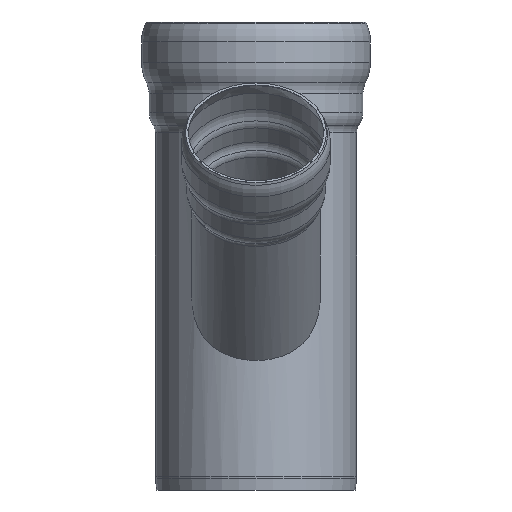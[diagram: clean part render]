
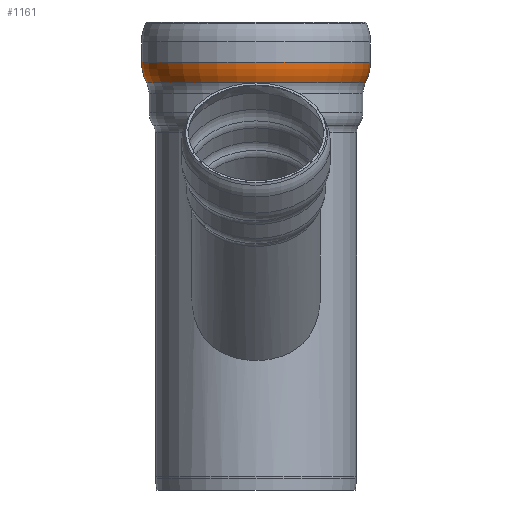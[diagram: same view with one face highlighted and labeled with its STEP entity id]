
A CAD part, left-side view. The second image highlights one B-rep face of the part: STEP entity #1161.
In plain terms, the highlighted toroidal (fillet/blend) face has major radius 555 mm and minor radius 350 mm.
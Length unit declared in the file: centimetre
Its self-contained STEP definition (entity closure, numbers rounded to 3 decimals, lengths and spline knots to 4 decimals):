
#160=CIRCLE('',#1291,90.5);
#161=CIRCLE('',#1292,90.5);
#164=CIRCLE('',#1296,86.5378);
#165=CIRCLE('',#1297,35.);
#250=TOROIDAL_SURFACE('',#1295,55.5,35.);
#309=FACE_OUTER_BOUND('',#382,.T.);
#382=EDGE_LOOP('',(#922,#923,#924,#925,#926));
#499=VERTEX_POINT('',#2738);
#500=VERTEX_POINT('',#2739);
#503=VERTEX_POINT('',#2748);
#648=EDGE_CURVE('',#499,#500,#160,.T.);
#649=EDGE_CURVE('',#500,#499,#161,.T.);
#653=EDGE_CURVE('',#503,#503,#164,.T.);
#654=EDGE_CURVE('',#503,#499,#165,.T.);
#922=ORIENTED_EDGE('',*,*,#653,.F.);
#923=ORIENTED_EDGE('',*,*,#654,.T.);
#924=ORIENTED_EDGE('',*,*,#648,.T.);
#925=ORIENTED_EDGE('',*,*,#649,.T.);
#926=ORIENTED_EDGE('',*,*,#654,.F.);
#1161=ADVANCED_FACE('',(#309),#250,.T.);
#1291=AXIS2_PLACEMENT_3D('',#2740,#1602,#1603);
#1292=AXIS2_PLACEMENT_3D('',#2741,#1604,#1605);
#1295=AXIS2_PLACEMENT_3D('',#2747,#1611,#1612);
#1296=AXIS2_PLACEMENT_3D('',#2749,#1613,#1614);
#1297=AXIS2_PLACEMENT_3D('',#2750,#1615,#1616);
#1602=DIRECTION('center_axis',(0.,0.,-1.));
#1603=DIRECTION('ref_axis',(1.,0.,0.));
#1604=DIRECTION('center_axis',(0.,0.,-1.));
#1605=DIRECTION('ref_axis',(1.,0.,0.));
#1611=DIRECTION('center_axis',(0.,0.,-1.));
#1612=DIRECTION('ref_axis',(0.,1.,0.));
#1613=DIRECTION('center_axis',(0.,0.,-1.));
#1614=DIRECTION('ref_axis',(1.,0.,0.));
#1615=DIRECTION('center_axis',(-1.,0.,0.));
#1616=DIRECTION('ref_axis',(0.,-1.,0.));
#2738=CARTESIAN_POINT('',(11.8805,100.506,134.6019));
#2739=CARTESIAN_POINT('',(102.3805,191.006,134.6019));
#2740=CARTESIAN_POINT('Origin',(11.8805,191.006,134.6019));
#2741=CARTESIAN_POINT('Origin',(11.8805,191.006,134.6019));
#2747=CARTESIAN_POINT('Origin',(11.8805,191.006,134.5443));
#2748=CARTESIAN_POINT('',(11.8805,104.4682,118.3684));
#2749=CARTESIAN_POINT('Origin',(11.8805,191.006,118.3684));
#2750=CARTESIAN_POINT('Origin',(11.8805,135.506,134.5443));
